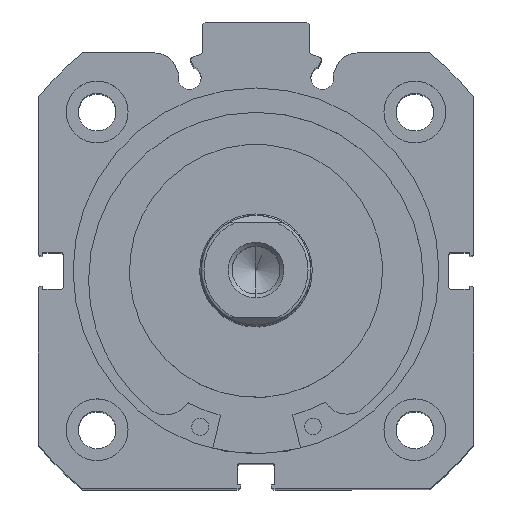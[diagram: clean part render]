
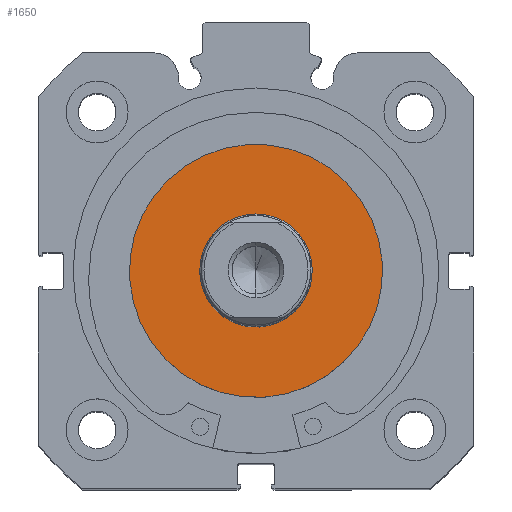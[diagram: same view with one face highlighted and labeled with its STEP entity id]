
A CAD part, top view. The second image highlights one B-rep face of the part: STEP entity #1650.
In plain terms, the highlighted face is planar.
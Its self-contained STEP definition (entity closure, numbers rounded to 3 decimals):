
#244 = CARTESIAN_POINT ( 'NONE',  ( 0., 0., 10. ) ) ;
#302 = CARTESIAN_POINT ( 'NONE',  ( 0., 0., 22.5 ) ) ;
#304 = CARTESIAN_POINT ( 'NONE',  ( 0., 0., -22.5 ) ) ;
#366 = CARTESIAN_POINT ( 'NONE',  ( 0., 0., -10. ) ) ;
#1013 = VERTEX_POINT ( 'NONE', #366 ) ;
#1175 = VERTEX_POINT ( 'NONE', #304 ) ;
#1176 = VERTEX_POINT ( 'NONE', #302 ) ;
#1303 = VERTEX_POINT ( 'NONE', #244 ) ;
#1650 = ADVANCED_FACE ( 'NONE', ( #5791, #5793 ), #4502, .F. ) ;
#2691 = EDGE_CURVE ( 'NONE', #1176, #1175, #6576, .T. ) ;
#2711 = EDGE_CURVE ( 'NONE', #1303, #1013, #6602, .T. ) ;
#2715 = EDGE_CURVE ( 'NONE', #1013, #1303, #6606, .T. ) ;
#2716 = EDGE_CURVE ( 'NONE', #1175, #1176, #6607, .T. ) ;
#2887 = AXIS2_PLACEMENT_3D ( 'NONE', #4503, #4504, #4505 ) ;
#3210 = AXIS2_PLACEMENT_3D ( 'NONE', #7072, #7073, #7074 ) ;
#3221 = AXIS2_PLACEMENT_3D ( 'NONE', #7119, #7126, #7127 ) ;
#3224 = AXIS2_PLACEMENT_3D ( 'NONE', #7131, #7140, #7141 ) ;
#3225 = AXIS2_PLACEMENT_3D ( 'NONE', #7128, #7137, #7138 ) ;
#3609 = EDGE_LOOP ( 'NONE', ( #3985, #3984 ) ) ;
#3621 = EDGE_LOOP ( 'NONE', ( #3983, #3982 ) ) ;
#3982 = ORIENTED_EDGE ( 'NONE', *, *, #2716, .T. ) ;
#3983 = ORIENTED_EDGE ( 'NONE', *, *, #2691, .T. ) ;
#3984 = ORIENTED_EDGE ( 'NONE', *, *, #2715, .F. ) ;
#3985 = ORIENTED_EDGE ( 'NONE', *, *, #2711, .F. ) ;
#4502 = PLANE ( 'NONE',  #2887 ) ;
#4503 = CARTESIAN_POINT ( 'NONE',  ( 0., 22.5, 0. ) ) ;
#4504 = DIRECTION ( 'NONE',  ( 1., 0., 0. ) ) ;
#4505 = DIRECTION ( 'NONE',  ( 0., 0., -1. ) ) ;
#5791 = FACE_BOUND ( 'NONE', #3609, .T. ) ;
#5793 = FACE_OUTER_BOUND ( 'NONE', #3621, .T. ) ;
#6576 = CIRCLE ( 'NONE', #3210, 22.5 ) ;
#6602 = CIRCLE ( 'NONE', #3221, 10. ) ;
#6606 = CIRCLE ( 'NONE', #3225, 10. ) ;
#6607 = CIRCLE ( 'NONE', #3224, 22.5 ) ;
#7072 = CARTESIAN_POINT ( 'NONE',  ( 0., 0., 0. ) ) ;
#7073 = DIRECTION ( 'NONE',  ( -1., 0., 0. ) ) ;
#7074 = DIRECTION ( 'NONE',  ( 0., 0., 1. ) ) ;
#7119 = CARTESIAN_POINT ( 'NONE',  ( 0., 0., 0. ) ) ;
#7126 = DIRECTION ( 'NONE',  ( -1., 0., 0. ) ) ;
#7127 = DIRECTION ( 'NONE',  ( 0., 0., 1. ) ) ;
#7128 = CARTESIAN_POINT ( 'NONE',  ( 0., 0., 0. ) ) ;
#7131 = CARTESIAN_POINT ( 'NONE',  ( 0., 0., 0. ) ) ;
#7137 = DIRECTION ( 'NONE',  ( -1., 0., 0. ) ) ;
#7138 = DIRECTION ( 'NONE',  ( 0., 0., 1. ) ) ;
#7140 = DIRECTION ( 'NONE',  ( -1., 0., 0. ) ) ;
#7141 = DIRECTION ( 'NONE',  ( 0., 0., 1. ) ) ;
